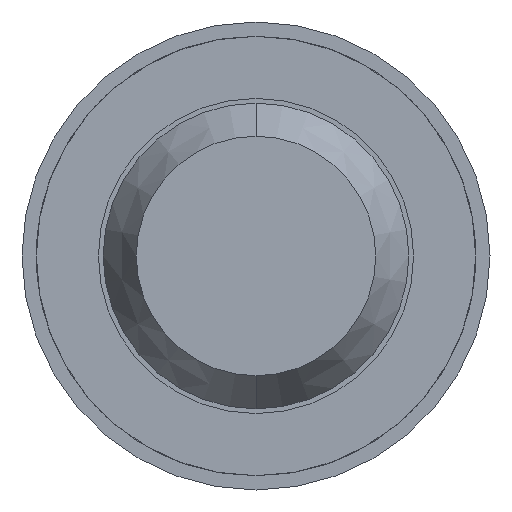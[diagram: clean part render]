
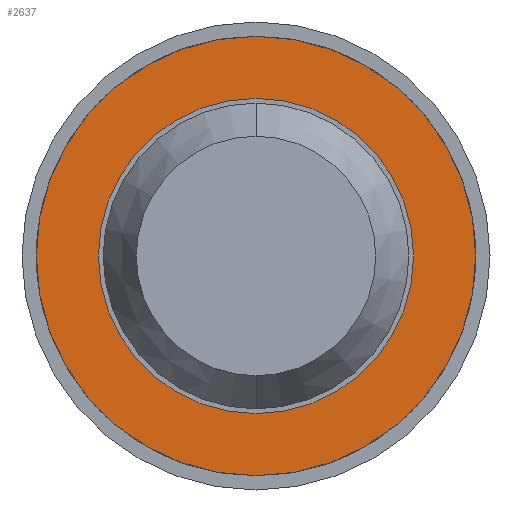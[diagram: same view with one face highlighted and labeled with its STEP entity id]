
A CAD part, front view. The second image highlights one B-rep face of the part: STEP entity #2637.
In plain terms, the highlighted planar face has unit normal (0, -1, 0).
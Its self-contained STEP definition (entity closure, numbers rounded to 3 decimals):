
#230 = CARTESIAN_POINT ( 'NONE',  ( 0., -1.7, -0.825 ) ) ;
#248 = ORIENTED_EDGE ( 'NONE', *, *, #693, .F. ) ;
#327 = DIRECTION ( 'NONE',  ( 0., 0., 1. ) ) ;
#353 = CIRCLE ( 'NONE', #4755, 0.825 ) ;
#362 = CIRCLE ( 'NONE', #475, 0.825 ) ;
#376 = CARTESIAN_POINT ( 'NONE',  ( 0., -1.7, -1.15 ) ) ;
#475 = AXIS2_PLACEMENT_3D ( 'NONE', #1815, #4392, #327 ) ;
#560 = DIRECTION ( 'NONE',  ( 0., 0., 1. ) ) ;
#587 = FACE_BOUND ( 'NONE', #684, .T. ) ;
#684 = EDGE_LOOP ( 'NONE', ( #1685, #4227 ) ) ;
#693 = EDGE_CURVE ( 'Defeature ausgef�hrt3_10+Defeature ausgef�hrt3_14+Defeature ausgef�hrt3_14+Defeature ausgef�hrt3_14', #3832, #2952, #3991, .T. ) ;
#700 = ORIENTED_EDGE ( 'NONE', *, *, #720, .F. ) ;
#720 = EDGE_CURVE ( 'Defeature ausgef�hrt3_10+Defeature ausgef�hrt3_14+Defeature ausgef�hrt3_14+Defeature ausgef�hrt3_14', #2952, #3832, #1677, .T. ) ;
#734 = DIRECTION ( 'NONE',  ( 0., 1., 0. ) ) ;
#905 = CARTESIAN_POINT ( 'NONE',  ( 0., -1.7, 0. ) ) ;
#1223 = CARTESIAN_POINT ( 'NONE',  ( 0., -1.7, 1.15 ) ) ;
#1380 = DIRECTION ( 'NONE',  ( 0., 1., 0. ) ) ;
#1412 = CARTESIAN_POINT ( 'NONE',  ( 0., -1.7, 0. ) ) ;
#1558 = EDGE_CURVE ( 'Defeature ausgef�hrt3_14+Defeature ausgef�hrt3_13+Defeature ausgef�hrt3_13+Defeature ausgef�hrt3_13', #3539, #2642, #362, .T. ) ;
#1677 = CIRCLE ( 'NONE', #3605, 1.15 ) ;
#1685 = ORIENTED_EDGE ( 'NONE', *, *, #1558, .T. ) ;
#1815 = CARTESIAN_POINT ( 'NONE',  ( 0., -1.7, 0. ) ) ;
#1829 = DIRECTION ( 'NONE',  ( 0., 0., 1. ) ) ;
#1971 = CARTESIAN_POINT ( 'NONE',  ( 0., -1.7, 0.825 ) ) ;
#2292 = EDGE_CURVE ( 'Defeature ausgef�hrt3_14+Defeature ausgef�hrt3_13+Defeature ausgef�hrt3_13+Defeature ausgef�hrt3_13', #2642, #3539, #353, .T. ) ;
#2300 = AXIS2_PLACEMENT_3D ( 'NONE', #1412, #2517, #2527 ) ;
#2341 = AXIS2_PLACEMENT_3D ( 'NONE', #2513, #1380, #3609 ) ;
#2451 = PLANE ( 'NONE',  #2341 ) ;
#2513 = CARTESIAN_POINT ( 'NONE',  ( 0.825, -1.7, 0. ) ) ;
#2517 = DIRECTION ( 'NONE',  ( 0., 1., 0. ) ) ;
#2527 = DIRECTION ( 'NONE',  ( 0., 0., 1. ) ) ;
#2637 = ADVANCED_FACE ( 'Defeature ausgef�hrt3_14', ( #4809, #587 ), #2451, .F. ) ;
#2642 = VERTEX_POINT ( 'NONE', #230 ) ;
#2952 = VERTEX_POINT ( 'NONE', #1223 ) ;
#3488 = DIRECTION ( 'NONE',  ( 0., 1., 0. ) ) ;
#3539 = VERTEX_POINT ( 'NONE', #1971 ) ;
#3605 = AXIS2_PLACEMENT_3D ( 'NONE', #3714, #734, #1829 ) ;
#3609 = DIRECTION ( 'NONE',  ( 0., 0., 1. ) ) ;
#3714 = CARTESIAN_POINT ( 'NONE',  ( 0., -1.7, 0. ) ) ;
#3820 = EDGE_LOOP ( 'NONE', ( #700, #248 ) ) ;
#3832 = VERTEX_POINT ( 'NONE', #376 ) ;
#3991 = CIRCLE ( 'NONE', #2300, 1.15 ) ;
#4227 = ORIENTED_EDGE ( 'NONE', *, *, #2292, .T. ) ;
#4392 = DIRECTION ( 'NONE',  ( 0., 1., 0. ) ) ;
#4755 = AXIS2_PLACEMENT_3D ( 'NONE', #905, #3488, #560 ) ;
#4809 = FACE_OUTER_BOUND ( 'NONE', #3820, .T. ) ;
